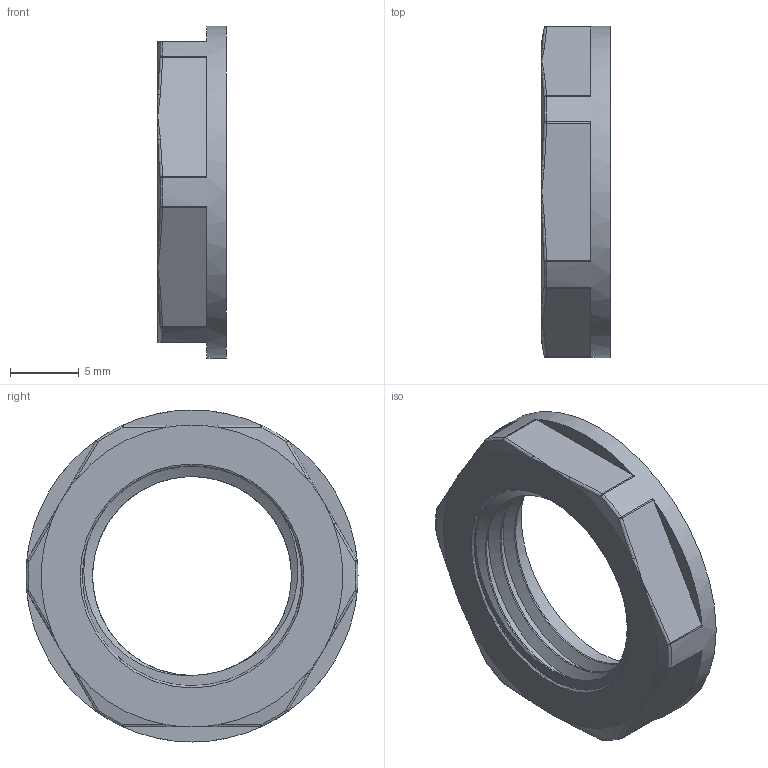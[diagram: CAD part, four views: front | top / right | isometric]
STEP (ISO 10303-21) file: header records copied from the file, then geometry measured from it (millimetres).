
FILE_DESCRIPTION(/* description */ ('Gegenmutter mit Bund M 16x1,5'),/* implementation_level */ '2;1');
FILE_NAME(/* name */ '12096516-RST.stp',/* time_stamp */ '2022-02-08T11:45:40+01:00',/* author */ ('sl'),/* organization */ (''),/* preprocessor_version */ 'ST-DEVELOPER v16.5',/* originating_system */ 'Autodesk Inventor 2017',/* authorisation */ '');
FILE_SCHEMA (('AUTOMOTIVE_DESIGN { 1 0 10303 214 3 1 1 }'));
Length unit declared in the file: millimetre
Products named in the file (1): 12096516
Bounding box: 5 x 24.21 x 24.21 mm (x, y, z)
Volume: 1186.9 mm3; surface area: 1254.9 mm2
Topology: 1 solids, 1 shells, 85 faces, 204 edges, 109 vertices
Faces by surface type: bspline 26, cylinder 19, plane 15, sphere 12, torus 7, cone 6
Full cylindrical faces by diameter (mm): 16.022 x3, 24.21 x1
Entity records: 3384 total; most frequent: CARTESIAN_POINT 1658, ORIENTED_EDGE 356, DIRECTION 350, EDGE_CURVE 178, AXIS2_PLACEMENT_3D 159, CIRCLE 102, VERTEX_POINT 101, EDGE_LOOP 87
